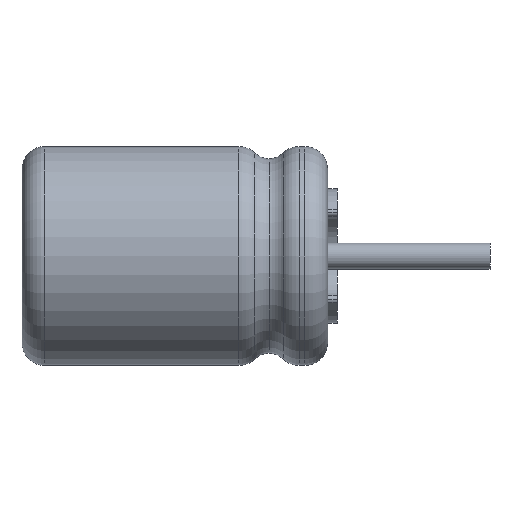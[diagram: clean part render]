
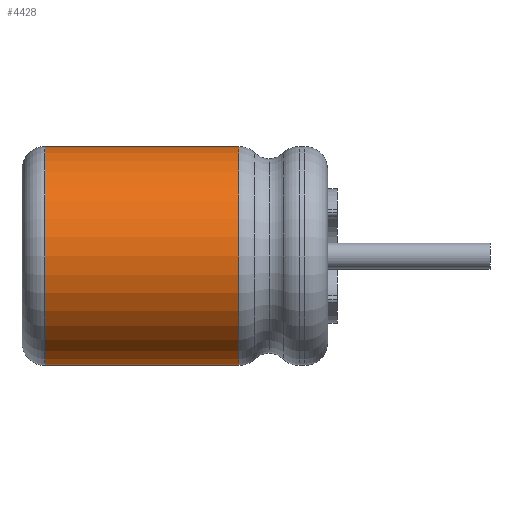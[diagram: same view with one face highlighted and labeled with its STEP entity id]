
A CAD part, left-side view. The second image highlights one B-rep face of the part: STEP entity #4428.
In plain terms, the highlighted cylindrical face has radius 2.525 mm (diameter 5.051 mm), a partial arc.
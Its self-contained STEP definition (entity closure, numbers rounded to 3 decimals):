
#48 = CARTESIAN_POINT ( 'NONE',  ( 0., 7., -2.525 ) ) ;
#210 = VERTEX_POINT ( 'NONE', #4178 ) ;
#227 = VECTOR ( 'NONE', #3790, 1000. ) ;
#329 = CARTESIAN_POINT ( 'NONE',  ( 0., 7., 2.525 ) ) ;
#439 = EDGE_CURVE ( 'NONE', #210, #4565, #2693, .T. ) ;
#450 = FACE_OUTER_BOUND ( 'NONE', #1101, .T. ) ;
#615 = VECTOR ( 'NONE', #1497, 1000. ) ;
#711 = CYLINDRICAL_SURFACE ( 'NONE', #4378, 2.525 ) ;
#728 = ORIENTED_EDGE ( 'NONE', *, *, #2538, .F. ) ;
#980 = EDGE_CURVE ( 'NONE', #3185, #1533, #3435, .T. ) ;
#981 = CARTESIAN_POINT ( 'NONE',  ( 0., 12.922, -2.525 ) ) ;
#1003 = ORIENTED_EDGE ( 'NONE', *, *, #4059, .F. ) ;
#1054 = LINE ( 'NONE', #3233, #615 ) ;
#1101 = EDGE_LOOP ( 'NONE', ( #4106, #1003, #1786, #728 ) ) ;
#1207 = DIRECTION ( 'NONE',  ( 0., 1., 0. ) ) ;
#1497 = DIRECTION ( 'NONE',  ( 0., -1., 0. ) ) ;
#1533 = VERTEX_POINT ( 'NONE', #48 ) ;
#1786 = ORIENTED_EDGE ( 'NONE', *, *, #439, .F. ) ;
#1857 = CARTESIAN_POINT ( 'NONE',  ( 0., 2.52, 0. ) ) ;
#1891 = AXIS2_PLACEMENT_3D ( 'NONE', #1952, #4410, #2306 ) ;
#1952 = CARTESIAN_POINT ( 'NONE',  ( 0., 7., 0. ) ) ;
#2213 = DIRECTION ( 'NONE',  ( 1., 0., 0. ) ) ;
#2306 = DIRECTION ( 'NONE',  ( 1., 0., 0. ) ) ;
#2538 = EDGE_CURVE ( 'NONE', #3185, #210, #1054, .T. ) ;
#2693 = CIRCLE ( 'NONE', #3620, 2.525 ) ;
#3185 = VERTEX_POINT ( 'NONE', #329 ) ;
#3233 = CARTESIAN_POINT ( 'NONE',  ( 0., 12.922, 2.525 ) ) ;
#3311 = DIRECTION ( 'NONE',  ( 1., 0., 0. ) ) ;
#3435 = CIRCLE ( 'NONE', #1891, 2.525 ) ;
#3620 = AXIS2_PLACEMENT_3D ( 'NONE', #1857, #4318, #2213 ) ;
#3790 = DIRECTION ( 'NONE',  ( 0., 1., 0. ) ) ;
#3990 = LINE ( 'NONE', #981, #227 ) ;
#4015 = CARTESIAN_POINT ( 'NONE',  ( 0., 12.922, 0. ) ) ;
#4059 = EDGE_CURVE ( 'NONE', #4565, #1533, #3990, .T. ) ;
#4091 = CARTESIAN_POINT ( 'NONE',  ( 0., 2.52, -2.525 ) ) ;
#4106 = ORIENTED_EDGE ( 'NONE', *, *, #980, .T. ) ;
#4178 = CARTESIAN_POINT ( 'NONE',  ( 0., 2.52, 2.525 ) ) ;
#4318 = DIRECTION ( 'NONE',  ( 0., -1., 0. ) ) ;
#4378 = AXIS2_PLACEMENT_3D ( 'NONE', #4015, #1207, #3311 ) ;
#4410 = DIRECTION ( 'NONE',  ( 0., -1., 0. ) ) ;
#4428 = ADVANCED_FACE ( 'NONE', ( #450 ), #711, .T. ) ;
#4565 = VERTEX_POINT ( 'NONE', #4091 ) ;
